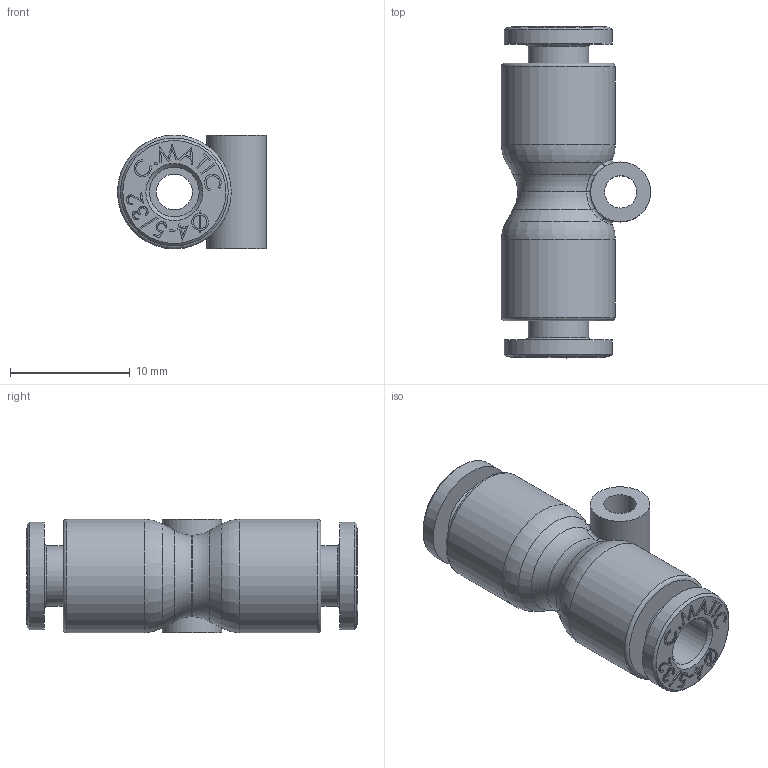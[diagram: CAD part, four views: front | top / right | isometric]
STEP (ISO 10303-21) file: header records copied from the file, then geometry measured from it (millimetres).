
FILE_DESCRIPTION(/* description */ ('STEP AP214'),/* implementation_level */ '2;1');
FILE_NAME(/* name */ 'B0150010',/* time_stamp */ '2023-03-29T16:46:07+02:00',/* author */ ('License CC BY-ND 4.0'),/* organization */ ('CADENAS'),/* preprocessor_version */ 'ST-DEVELOPER v19.3',/* originating_system */ 'PARTsolutions',/* authorisation */ ' ');
FILE_SCHEMA (('AUTOMOTIVE_DESIGN {1 0 10303 214 3 1 1}'));
Length unit declared in the file: millimetre
Products named in the file (1): B0150010
Bounding box: 12.45 x 27.7 x 9.5 mm (x, y, z)
Volume: 1385.3 mm3; surface area: 1604 mm2
Topology: 1 solids, 1 shells, 376 faces, 983 edges, 652 vertices
Faces by surface type: plane 214, bspline 136, cylinder 12, cone 8, torus 6
Full cylindrical faces by diameter (mm): 2.7 x1, 3 x1, 4.15 x2, 5 x1, 5.05 x2, 9 x2, 9.5 x2
Entity records: 18348 total; most frequent: CARTESIAN_POINT 10113, ORIENTED_EDGE 1904, DIRECTION 1206, EDGE_CURVE 952, VERTEX_POINT 642, LINE 628, VECTOR 628, EDGE_LOOP 444
